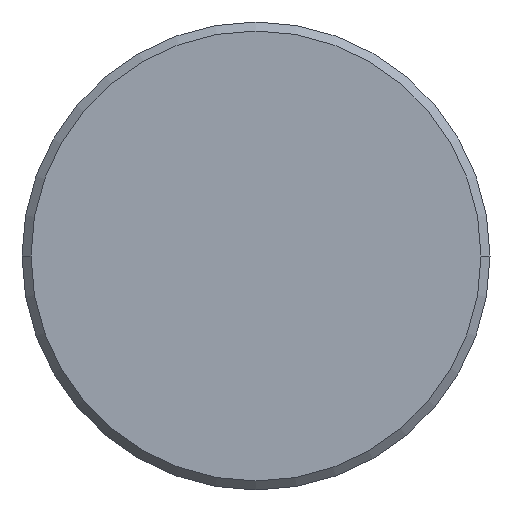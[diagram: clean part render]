
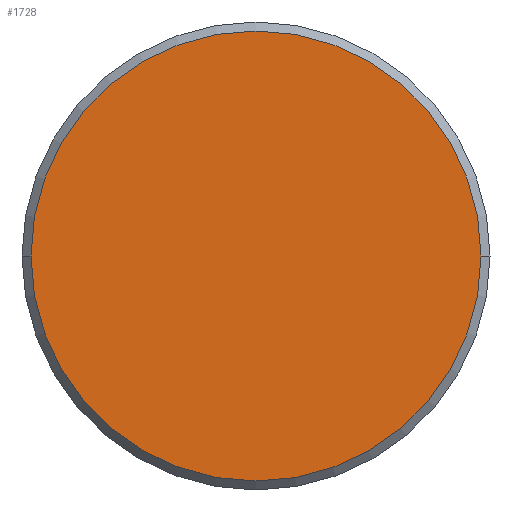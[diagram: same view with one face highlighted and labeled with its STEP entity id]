
A CAD part, left-side view. The second image highlights one B-rep face of the part: STEP entity #1728.
In plain terms, the highlighted planar face has unit normal (-1, 0, 0).
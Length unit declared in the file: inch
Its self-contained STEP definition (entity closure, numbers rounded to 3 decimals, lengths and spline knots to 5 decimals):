
#11 = CIRCLE ( 'NONE', #1955, 0.49213 ) ;
#15 = PLANE ( 'NONE',  #327 ) ;
#56 = CARTESIAN_POINT ( 'NONE',  ( 6.13451, 6.28414, 0. ) ) ;
#98 = DIRECTION ( 'NONE',  ( -1., 0., 0. ) ) ;
#262 = EDGE_CURVE ( 'NONE', #662, #1531, #11, .T. ) ;
#327 = AXIS2_PLACEMENT_3D ( 'NONE', #743, #419, #431 ) ;
#419 = DIRECTION ( 'NONE',  ( 1., 0., 0. ) ) ;
#431 = DIRECTION ( 'NONE',  ( 0., 1., 0. ) ) ;
#485 = AXIS2_PLACEMENT_3D ( 'NONE', #56, #1430, #1790 ) ;
#563 = DIRECTION ( 'NONE',  ( 0., -1., 0. ) ) ;
#603 = ORIENTED_EDGE ( 'NONE', *, *, #1570, .T. ) ;
#662 = VERTEX_POINT ( 'NONE', #1679 ) ;
#712 = ORIENTED_EDGE ( 'NONE', *, *, #262, .T. ) ;
#723 = EDGE_LOOP ( 'NONE', ( #603, #712 ) ) ;
#743 = CARTESIAN_POINT ( 'NONE',  ( 6.13451, 6.77626, 0. ) ) ;
#1066 = CIRCLE ( 'NONE', #485, 0.49213 ) ;
#1243 = FACE_OUTER_BOUND ( 'NONE', #723, .T. ) ;
#1430 = DIRECTION ( 'NONE',  ( -1., 0., 0. ) ) ;
#1474 = CARTESIAN_POINT ( 'NONE',  ( 6.13451, 6.77626, 0. ) ) ;
#1531 = VERTEX_POINT ( 'NONE', #1474 ) ;
#1570 = EDGE_CURVE ( 'NONE', #1531, #662, #1066, .T. ) ;
#1603 = CARTESIAN_POINT ( 'NONE',  ( 6.13451, 6.28414, 0. ) ) ;
#1679 = CARTESIAN_POINT ( 'NONE',  ( 6.13451, 5.79201, 0. ) ) ;
#1728 = ADVANCED_FACE ( 'NONE', ( #1243 ), #15, .F. ) ;
#1790 = DIRECTION ( 'NONE',  ( 0., -1., 0. ) ) ;
#1955 = AXIS2_PLACEMENT_3D ( 'NONE', #1603, #98, #563 ) ;
